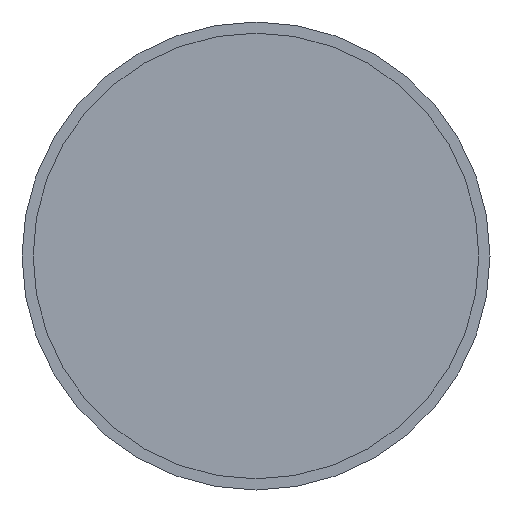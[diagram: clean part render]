
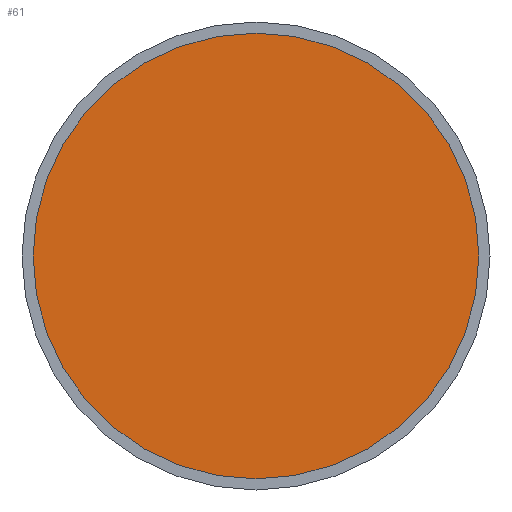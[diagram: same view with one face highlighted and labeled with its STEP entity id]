
A CAD part, front view. The second image highlights one B-rep face of the part: STEP entity #61.
In plain terms, the highlighted planar face has unit normal (0, -1, 0).
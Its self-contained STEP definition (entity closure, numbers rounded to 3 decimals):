
#61 = ADVANCED_FACE( '', ( #127 ), #128, .F. );
#127 = FACE_OUTER_BOUND( '', #184, .T. );
#128 = PLANE( '', #185 );
#184 = EDGE_LOOP( '', ( #259 ) );
#185 = AXIS2_PLACEMENT_3D( '', #260, #261, #262 );
#259 = ORIENTED_EDGE( '', *, *, #277, .F. );
#260 = CARTESIAN_POINT( '', ( 0., -25.5, 0. ) );
#261 = DIRECTION( '', ( 0., 1., 0. ) );
#262 = DIRECTION( '', ( 0., 0., 1. ) );
#277 = EDGE_CURVE( '', #310, #310, #311, .T. );
#310 = VERTEX_POINT( '', #347 );
#311 = CIRCLE( '', #348, 57.15 );
#347 = CARTESIAN_POINT( '', ( 57.15, -25.5, 0. ) );
#348 = AXIS2_PLACEMENT_3D( '', #386, #387, #388 );
#386 = CARTESIAN_POINT( '', ( 0., -25.5, 0. ) );
#387 = DIRECTION( '', ( 0., 1., 0. ) );
#388 = DIRECTION( '', ( 1., 0., 0. ) );
